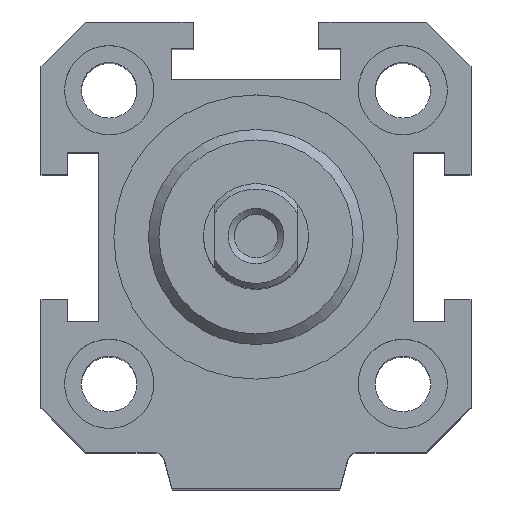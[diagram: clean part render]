
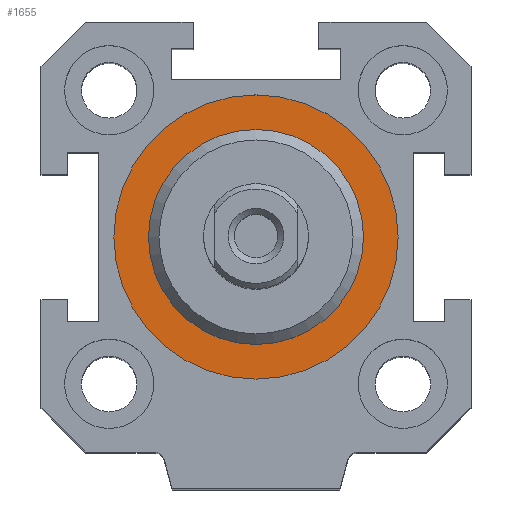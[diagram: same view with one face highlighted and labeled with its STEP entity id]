
A CAD part, top view. The second image highlights one B-rep face of the part: STEP entity #1655.
In plain terms, the highlighted planar face has unit normal (0, 0, 1).
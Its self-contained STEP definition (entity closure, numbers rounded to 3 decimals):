
#293=PLANE('',#1768);
#362=FACE_BOUND('',#531,.T.);
#363=FACE_BOUND('',#532,.T.);
#531=EDGE_LOOP('',(#1133));
#532=EDGE_LOOP('',(#1134));
#697=CIRCLE('',#1766,13.55);
#699=CIRCLE('',#1769,10.25);
#769=VERTEX_POINT('',#2441);
#771=VERTEX_POINT('',#2446);
#925=EDGE_CURVE('',#769,#769,#697,.T.);
#927=EDGE_CURVE('',#771,#771,#699,.T.);
#1133=ORIENTED_EDGE('',*,*,#927,.F.);
#1134=ORIENTED_EDGE('',*,*,#925,.F.);
#1655=ADVANCED_FACE('',(#362,#363),#293,.T.);
#1766=AXIS2_PLACEMENT_3D('',#2442,#1951,#1952);
#1768=AXIS2_PLACEMENT_3D('',#2445,#1955,#1956);
#1769=AXIS2_PLACEMENT_3D('',#2447,#1957,#1958);
#1951=DIRECTION('center_axis',(0.,0.,-1.));
#1952=DIRECTION('ref_axis',(-1.,0.,0.));
#1955=DIRECTION('center_axis',(0.,0.,1.));
#1956=DIRECTION('ref_axis',(1.,0.,0.));
#1957=DIRECTION('center_axis',(0.,0.,1.));
#1958=DIRECTION('ref_axis',(-1.,0.,0.));
#2441=CARTESIAN_POINT('',(13.55,0.,-1.55));
#2442=CARTESIAN_POINT('Origin',(0.,0.,-1.55));
#2445=CARTESIAN_POINT('Origin',(0.,0.,
-1.55));
#2446=CARTESIAN_POINT('',(10.25,0.,-1.55));
#2447=CARTESIAN_POINT('Origin',(0.,0.,-1.55));
